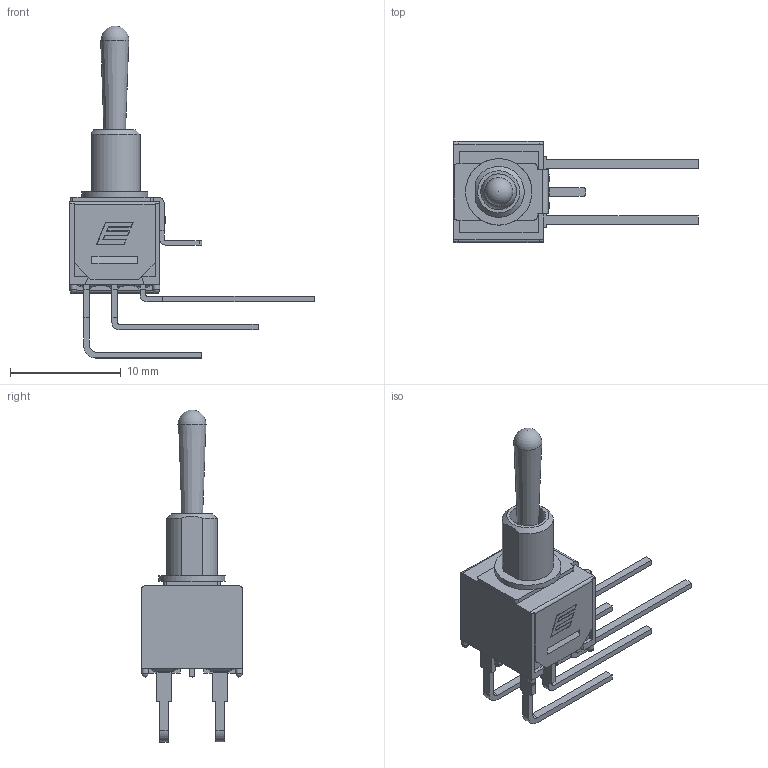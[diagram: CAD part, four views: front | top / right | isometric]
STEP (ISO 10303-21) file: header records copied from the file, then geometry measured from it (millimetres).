
FILE_DESCRIPTION((' '),'2;1');
FILE_NAME('200MDPxT1B1M7xE.stp','2017-07-21T13:56:35',(' '),(' '),' ','ACIS',' ');
FILE_SCHEMA(('CONFIG_CONTROL_DESIGN'));
Length unit declared in the file: inch
Products named in the file (1): 200MDPxT1B1M7xE.stp
Bounding box: 22.1 x 9.14 x 30.02 mm (x, y, z)
Volume: 413.1 mm3; surface area: 1317.1 mm2
Topology: 2 solids, 3 shells, 290 faces, 809 edges, 528 vertices
Faces by surface type: plane 219, cylinder 43, bspline 18, sphere 6, cone 4
Full cylindrical faces by diameter (mm): 0.65 x4, 3.25 x1, 6 x1
Entity records: 11643 total; most frequent: CARTESIAN_POINT 4318, ORIENTED_EDGE 1562, DIRECTION 1380, EDGE_CURVE 781, VECTOR 598, LINE 598, VERTEX_POINT 518, AXIS2_PLACEMENT_3D 391
